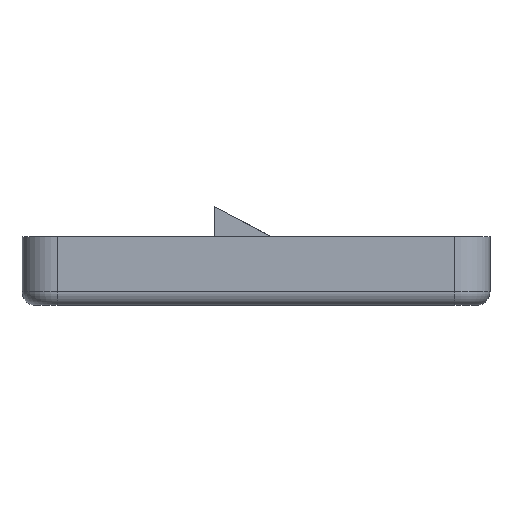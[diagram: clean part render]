
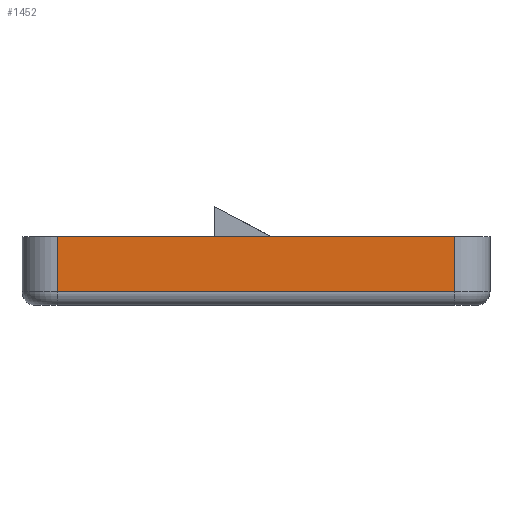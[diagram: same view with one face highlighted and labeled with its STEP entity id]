
A CAD part, front view. The second image highlights one B-rep face of the part: STEP entity #1452.
In plain terms, the highlighted planar face has unit normal (0, -1, 0).
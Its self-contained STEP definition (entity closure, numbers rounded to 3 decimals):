
#341 = VERTEX_POINT('',#342);
#342 = CARTESIAN_POINT('',(-28.88,-48.7,0.));
#349 = EDGE_CURVE('',#350,#341,#352,.T.);
#350 = VERTEX_POINT('',#351);
#351 = CARTESIAN_POINT('',(28.87,-48.7,0.));
#352 = LINE('',#353,#354);
#353 = CARTESIAN_POINT('',(28.87,-48.7,0.));
#354 = VECTOR('',#355,1.);
#355 = DIRECTION('',(-1.,0.,0.));
#1431 = EDGE_CURVE('',#350,#1432,#1434,.T.);
#1432 = VERTEX_POINT('',#1433);
#1433 = CARTESIAN_POINT('',(28.87,-48.7,-8.));
#1434 = LINE('',#1435,#1436);
#1435 = CARTESIAN_POINT('',(28.87,-48.7,0.));
#1436 = VECTOR('',#1437,1.);
#1437 = DIRECTION('',(-0.,-0.,-1.));
#1452 = ADVANCED_FACE('',(#1453),#1471,.T.);
#1453 = FACE_BOUND('',#1454,.T.);
#1454 = EDGE_LOOP('',(#1455,#1463,#1469,#1470));
#1455 = ORIENTED_EDGE('',*,*,#1456,.T.);
#1456 = EDGE_CURVE('',#341,#1457,#1459,.T.);
#1457 = VERTEX_POINT('',#1458);
#1458 = CARTESIAN_POINT('',(-28.88,-48.7,-8.));
#1459 = LINE('',#1460,#1461);
#1460 = CARTESIAN_POINT('',(-28.88,-48.7,0.));
#1461 = VECTOR('',#1462,1.);
#1462 = DIRECTION('',(-0.,-0.,-1.));
#1463 = ORIENTED_EDGE('',*,*,#1464,.T.);
#1464 = EDGE_CURVE('',#1457,#1432,#1465,.T.);
#1465 = LINE('',#1466,#1467);
#1466 = CARTESIAN_POINT('',(-28.88,-48.7,-8.));
#1467 = VECTOR('',#1468,1.);
#1468 = DIRECTION('',(1.,0.,0.));
#1469 = ORIENTED_EDGE('',*,*,#1431,.F.);
#1470 = ORIENTED_EDGE('',*,*,#349,.T.);
#1471 = PLANE('',#1472);
#1472 = AXIS2_PLACEMENT_3D('',#1473,#1474,#1475);
#1473 = CARTESIAN_POINT('',(-0.005,-48.7,-5.));
#1474 = DIRECTION('',(-0.,-1.,-0.));
#1475 = DIRECTION('',(0.,0.,-1.));
